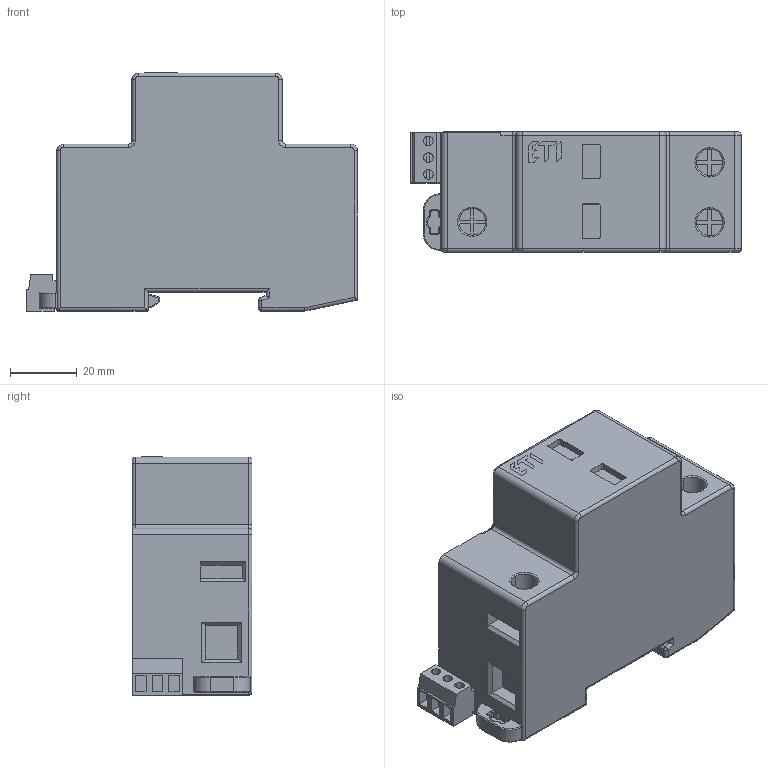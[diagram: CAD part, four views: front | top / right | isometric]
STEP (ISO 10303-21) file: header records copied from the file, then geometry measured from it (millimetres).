
FILE_DESCRIPTION((''),'2;1');
FILE_NAME('ETITEC_T_WENT_2_0_RC_ASM','2020-12-22T',('marketing.praksa'),('Audax d.o.o.'),'CREO PARAMETRIC BY PTC INC, 2017480','CREO PARAMETRIC BY PTC INC, 2017480','');
FILE_SCHEMA(('AUTOMOTIVE_DESIGN { 1 0 10303 214 1 1 1 1 }'));
Products named in the file (14): PROBLOC_SAFEBLOX_EXT_2TE_RC_22_; BAZA_1TE_B2S_RC_ZASKOK_19_1___5; BAZA_1TE_B2S_RC_ZASKOK_19_AS__5_ASM; OUTER_1TE_S_SHAPE_B2S_R_ASM___5_ASM; IZ506_504_ETITEC_B_1P0_RC_AS__5_ASM; ASM0010_ASM_1_1_2_3_4_5_ASM_1_ASM; ASM0028_ASM_1_ASM; 56_0650_ETITEC_T_WENT_320_25__1_ASM; TMP_DWG_65_1_1_1_2_3_4_5; TMP_DWG_65_1_2_1_2_3_4_5; TMP_DWG_65_1_3_1_2_3_4_5; CRM-82TO_1_2_3_4_ASM; ASM0043_ASM; ETITEC_T_WENT_2_0_RC_ASM
Assembly tree (13 placements, depth 8):
  ETITEC_T_WENT_2_0_RC_ASM
    56_0650_ETITEC_T_WENT_320_25__1_ASM
      PROBLOC_SAFEBLOX_EXT_2TE_RC_22_
      ASM0028_ASM_1_ASM
        ASM0010_ASM_1_1_2_3_4_5_ASM_1_ASM
          IZ506_504_ETITEC_B_1P0_RC_AS__5_ASM
            OUTER_1TE_S_SHAPE_B2S_R_ASM___5_ASM
              BAZA_1TE_B2S_RC_ZASKOK_19_AS__5_ASM
                BAZA_1TE_B2S_RC_ZASKOK_19_1___5
    ASM0043_ASM
      CRM-82TO_1_2_3_4_ASM
        TMP_DWG_65_1_1_1_2_3_4_5
        TMP_DWG_65_1_2_1_2_3_4_5
        TMP_DWG_65_1_3_1_2_3_4_5
Bounding box: 99 x 35.9 x 71.35 mm (x, y, z)
Volume: 185608.2 mm3; surface area: 25263.8 mm2
Topology: 5 solids, 5 shells, 378 faces, 966 edges, 612 vertices
Faces by surface type: plane 210, cylinder 119, torus 25, bspline 20, sphere 4
Entity records: 17675 total; most frequent: CARTESIAN_POINT 3352, DIRECTION 2028, ORIENTED_EDGE 1924, PRESENTATION_STYLE_ASSIGNMENT 1152, STYLED_ITEM 967, CURVE_STYLE 962, EDGE_CURVE 962, AXIS2_PLACEMENT_3D 708
